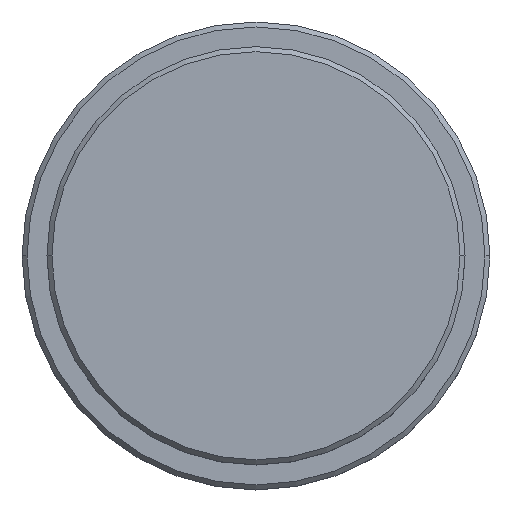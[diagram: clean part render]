
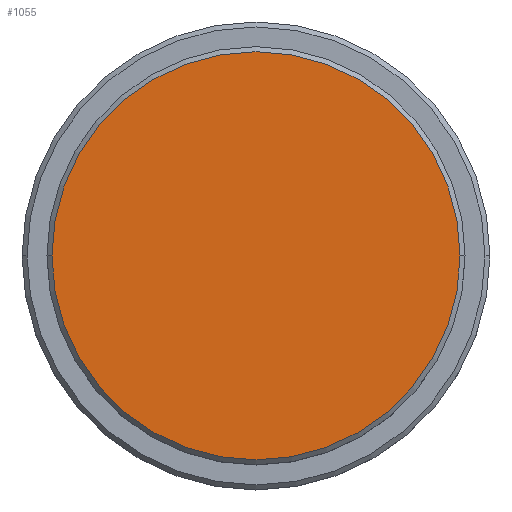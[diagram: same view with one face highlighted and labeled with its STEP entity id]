
A CAD part, top view. The second image highlights one B-rep face of the part: STEP entity #1055.
In plain terms, the highlighted planar face has unit normal (0, 0, 1).
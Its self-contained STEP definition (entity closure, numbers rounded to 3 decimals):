
#20 = AXIS2_PLACEMENT_3D ( 'NONE', #691, #256, #353 ) ;
#44 = CIRCLE ( 'NONE', #20, 20.5 ) ;
#156 = DIRECTION ( 'NONE',  ( 1., 0., 0. ) ) ;
#237 = EDGE_CURVE ( 'NONE', #883, #809, #44, .T. ) ;
#256 = DIRECTION ( 'NONE',  ( 0., 0., 1. ) ) ;
#326 = DIRECTION ( 'NONE',  ( 1., 0., 0. ) ) ;
#353 = DIRECTION ( 'NONE',  ( 1., 0., 0. ) ) ;
#375 = CARTESIAN_POINT ( 'NONE',  ( 0., 0., 0. ) ) ;
#438 = DIRECTION ( 'NONE',  ( 0., 0., 1. ) ) ;
#449 = FACE_OUTER_BOUND ( 'NONE', #591, .T. ) ;
#452 = CARTESIAN_POINT ( 'NONE',  ( 0., 0., 0. ) ) ;
#591 = EDGE_LOOP ( 'NONE', ( #773, #1253 ) ) ;
#650 = AXIS2_PLACEMENT_3D ( 'NONE', #375, #899, #156 ) ;
#691 = CARTESIAN_POINT ( 'NONE',  ( 0., 0., 0. ) ) ;
#695 = CARTESIAN_POINT ( 'NONE',  ( 20.5, 0., 0. ) ) ;
#773 = ORIENTED_EDGE ( 'NONE', *, *, #778, .T. ) ;
#778 = EDGE_CURVE ( 'NONE', #809, #883, #1150, .T. ) ;
#809 = VERTEX_POINT ( 'NONE', #1332 ) ;
#866 = PLANE ( 'NONE',  #1061 ) ;
#883 = VERTEX_POINT ( 'NONE', #695 ) ;
#899 = DIRECTION ( 'NONE',  ( 0., 0., 1. ) ) ;
#1055 = ADVANCED_FACE ( 'NONE', ( #449 ), #866, .T. ) ;
#1061 = AXIS2_PLACEMENT_3D ( 'NONE', #452, #438, #326 ) ;
#1150 = CIRCLE ( 'NONE', #650, 20.5 ) ;
#1253 = ORIENTED_EDGE ( 'NONE', *, *, #237, .T. ) ;
#1332 = CARTESIAN_POINT ( 'NONE',  ( -20.5, 0., 0. ) ) ;
